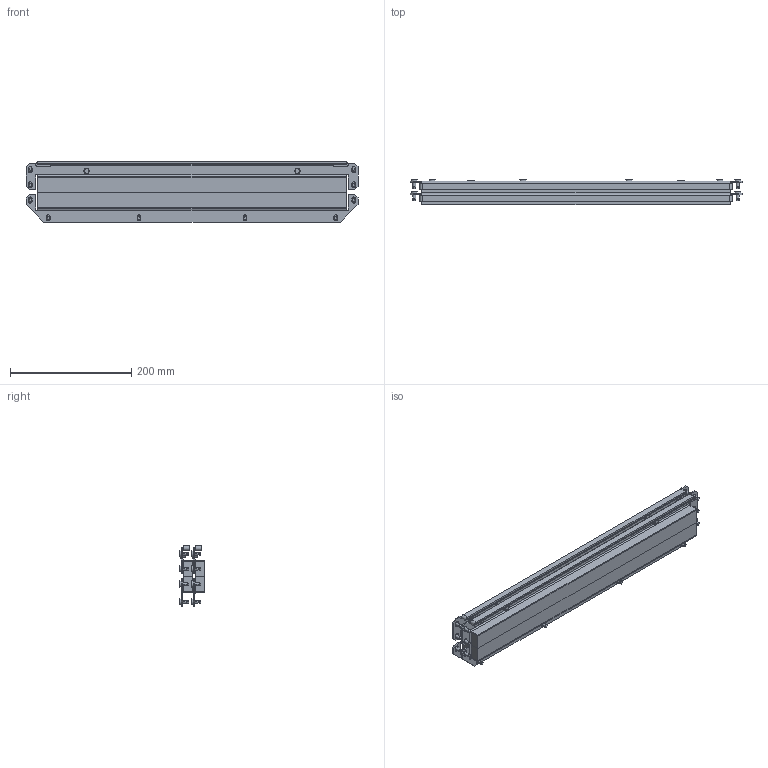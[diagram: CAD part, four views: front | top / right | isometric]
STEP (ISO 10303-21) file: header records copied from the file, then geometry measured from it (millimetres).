
FILE_DESCRIPTION (( 'STEP AP203' ), '1' );
FILE_NAME ('UR31305100010 Ïàíåëü óïëîòíåíèÿ ÏÑÓË êîíöåâàÿ 100ìì RS52 120.00 (2øò) (000.801.601-05).STEP', '2022-04-15T12:16:03', ( '' ), ( '' ), 'SwSTEP 2.0', 'SolidWorks 2017', '' );
FILE_SCHEMA (( 'CONFIG_CONTROL_DESIGN' ));
Length unit declared in the file: millimetre
Products named in the file (9): UR31305100010 Ïàíåëü óïëîòíåíèÿ ÏÑÓË êîíöåâàÿ 100ìì RS52 120.00 (2øò) (000.801.601-05); Âèíò DIN 7500 C TORX_Œ5å12; 000.130.373 Ïàíåëü îñíîâàíèÿ_05 (00.65); ﾋ褊 ﾏﾑﾓﾋ LC3 00.80_05 (00.65); ч蜱齁罻 ST-9; 003-434 Ïàíåëü îñíîâàíèÿ_05 (00.65); Óïëîòíèòåëü 3õ10 ïàíåëåé îñíîâàíèÿ LC3 00.80_05 (00.65); 000.130.374 Ïàíåëü îñíîâàíèÿ_05 (00.65); 003-435 Ïàíåëü îñíîâàíèÿ_05 (00.65)
Assembly tree (31 placements, depth 3):
  UR31305100010 Ïàíåëü óïëîòíåíèÿ ÏÑÓË êîíöåâàÿ 100ìì RS52 120.00 (2øò) (000.801.601-05)
    000.130.374 Ïàíåëü îñíîâàíèÿ_05 (00.65)  x2
      003-435 Ïàíåëü îñíîâàíèÿ_05 (00.65)
      ﾋ褊 ﾏﾑﾓﾋ LC3 00.80_05 (00.65)
      Óïëîòíèòåëü 3õ10 ïàíåëåé îñíîâàíèÿ LC3 00.80_05 (00.65)
      ч蜱齁罻 ST-9
    Âèíò DIN 7500 C TORX_Œ5å12  x20
    000.130.373 Ïàíåëü îñíîâàíèÿ_05 (00.65)  x2
      003-434 Ïàíåëü îñíîâàíèÿ_05 (00.65)
      ﾋ褊 ﾏﾑﾓﾋ LC3 00.80_05 (00.65)
Bounding box: 548 x 42.69 x 99.5 mm (x, y, z)
Volume: 995843.8 mm3; surface area: 406205.7 mm2
Topology: 34 solids, 34 shells, 1208 faces, 3176 edges, 2064 vertices
Faces by surface type: plane 576, cylinder 472, cone 88, sphere 40, torus 32
Entity records: 8083 total; most frequent: CARTESIAN_POINT 1233, DIRECTION 1171, ORIENTED_EDGE 1060, EDGE_CURVE 530, AXIS2_PLACEMENT_3D 420, VERTEX_POINT 336, VECTOR 331, LINE 331
